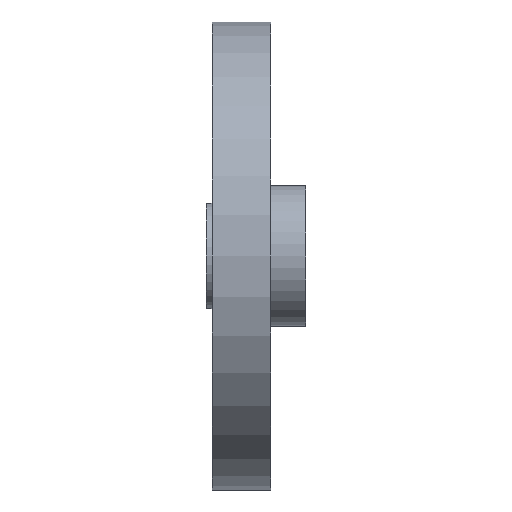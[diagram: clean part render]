
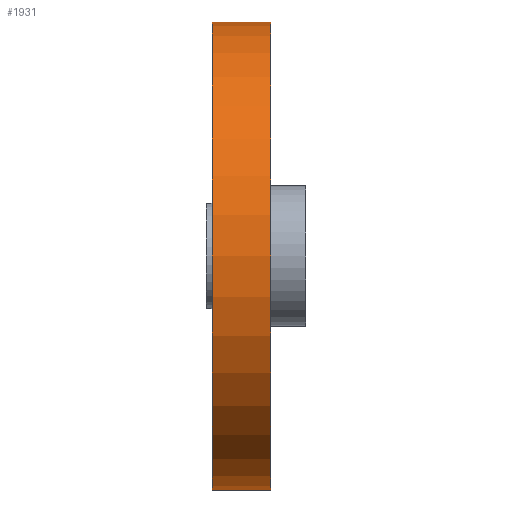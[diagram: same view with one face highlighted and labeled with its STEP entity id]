
A CAD part, left-side view. The second image highlights one B-rep face of the part: STEP entity #1931.
In plain terms, the highlighted cylindrical face has radius 20 mm (diameter 40 mm), a partial arc.
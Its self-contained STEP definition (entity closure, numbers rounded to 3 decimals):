
#238 = DIRECTION ( 'NONE',  ( 0., -1., 0. ) ) ;
#242 = CARTESIAN_POINT ( 'NONE',  ( 0., 5., -20. ) ) ;
#243 = DIRECTION ( 'NONE',  ( 0., -1., 0. ) ) ;
#249 = CARTESIAN_POINT ( 'NONE',  ( 0., 5., 20. ) ) ;
#433 = CARTESIAN_POINT ( 'NONE',  ( 0., 5., 20. ) ) ;
#434 = CARTESIAN_POINT ( 'NONE',  ( 0., 5., -20. ) ) ;
#445 = CARTESIAN_POINT ( 'NONE',  ( 0., 0., 20. ) ) ;
#446 = CARTESIAN_POINT ( 'NONE',  ( 0., 0., -20. ) ) ;
#900 = FACE_OUTER_BOUND ( 'NONE', #1282, .T. ) ;
#905 = CYLINDRICAL_SURFACE ( 'NONE', #2952, 20. ) ;
#1008 = LINE ( 'NONE', #249, #1015 ) ;
#1010 = LINE ( 'NONE', #242, #1012 ) ;
#1012 = VECTOR ( 'NONE', #238, 1000. ) ;
#1015 = VECTOR ( 'NONE', #243, 1000. ) ;
#1243 = EDGE_CURVE ( 'NONE', #2402, #2401, #2589, .T. ) ;
#1261 = EDGE_CURVE ( 'NONE', #2408, #2407, #2610, .T. ) ;
#1282 = EDGE_LOOP ( 'NONE', ( #2840, #2841, #2842, #2843 ) ) ;
#1558 = DIRECTION ( 'NONE',  ( 0., 0., -1. ) ) ;
#1559 = CARTESIAN_POINT ( 'NONE',  ( 0., 5., 0. ) ) ;
#1560 = DIRECTION ( 'NONE',  ( 0., -1., 0. ) ) ;
#1745 = CARTESIAN_POINT ( 'NONE',  ( 0., 5., 0. ) ) ;
#1746 = DIRECTION ( 'NONE',  ( 0., 1., 0. ) ) ;
#1747 = DIRECTION ( 'NONE',  ( 0., 0., 1. ) ) ;
#1799 = CARTESIAN_POINT ( 'NONE',  ( 0., 0., 0. ) ) ;
#1800 = DIRECTION ( 'NONE',  ( 0., 1., 0. ) ) ;
#1801 = DIRECTION ( 'NONE',  ( 0., 0., 1. ) ) ;
#1931 = ADVANCED_FACE ( 'NONE', ( #900 ), #905, .T. ) ;
#2005 = AXIS2_PLACEMENT_3D ( 'NONE', #1745, #1746, #1747 ) ;
#2155 = EDGE_CURVE ( 'NONE', #2402, #2408, #1010, .T. ) ;
#2157 = EDGE_CURVE ( 'NONE', #2401, #2407, #1008, .T. ) ;
#2401 = VERTEX_POINT ( 'NONE', #433 ) ;
#2402 = VERTEX_POINT ( 'NONE', #434 ) ;
#2407 = VERTEX_POINT ( 'NONE', #445 ) ;
#2408 = VERTEX_POINT ( 'NONE', #446 ) ;
#2589 = CIRCLE ( 'NONE', #2005, 20. ) ;
#2610 = CIRCLE ( 'NONE', #2914, 20. ) ;
#2840 = ORIENTED_EDGE ( 'NONE', *, *, #2157, .F. ) ;
#2841 = ORIENTED_EDGE ( 'NONE', *, *, #1243, .F. ) ;
#2842 = ORIENTED_EDGE ( 'NONE', *, *, #2155, .T. ) ;
#2843 = ORIENTED_EDGE ( 'NONE', *, *, #1261, .T. ) ;
#2914 = AXIS2_PLACEMENT_3D ( 'NONE', #1799, #1800, #1801 ) ;
#2952 = AXIS2_PLACEMENT_3D ( 'NONE', #1559, #1560, #1558 ) ;
